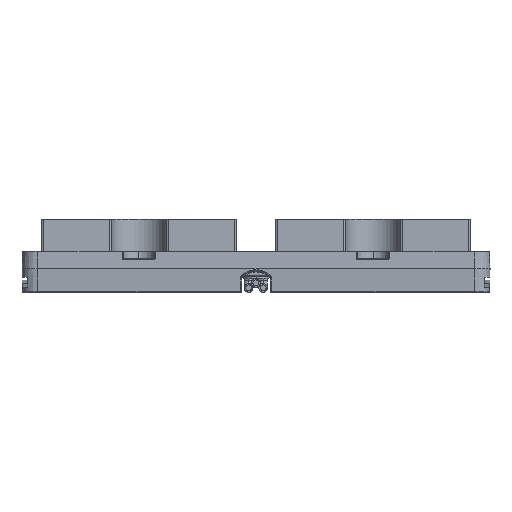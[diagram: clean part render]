
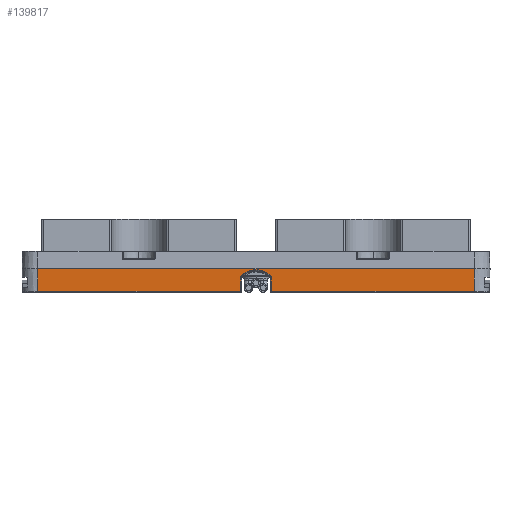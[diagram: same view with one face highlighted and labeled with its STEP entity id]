
A CAD part, top view. The second image highlights one B-rep face of the part: STEP entity #139817.
In plain terms, the highlighted planar face has unit normal (0, -0.035, 0.999).
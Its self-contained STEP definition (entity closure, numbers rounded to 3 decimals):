
#760 = DIRECTION ( 'NONE',  ( 0., 0.035, -0.999 ) ) ;
#1596 = LINE ( 'NONE', #45237, #45337 ) ;
#1706 = EDGE_CURVE ( 'NONE', #51551, #100102, #40359, .T. ) ;
#1782 = CARTESIAN_POINT ( 'NONE',  ( -3.864, -6.601, 59.927 ) ) ;
#2068 = LINE ( 'NONE', #107231, #29335 ) ;
#3150 = EDGE_CURVE ( 'NONE', #100266, #51551, #120141, .T. ) ;
#3381 = CARTESIAN_POINT ( 'NONE',  ( -3.46, -6.021, 59.947 ) ) ;
#3476 = VECTOR ( 'NONE', #117364, 1000. ) ;
#4661 = CARTESIAN_POINT ( 'NONE',  ( -56., -7.428, 59.898 ) ) ;
#7964 = ORIENTED_EDGE ( 'NONE', *, *, #1706, .F. ) ;
#9122 = VERTEX_POINT ( 'NONE', #81808 ) ;
#14838 = CARTESIAN_POINT ( 'NONE',  ( 3.864, -6.601, 59.927 ) ) ;
#14971 = VERTEX_POINT ( 'NONE', #14838 ) ;
#15702 = ORIENTED_EDGE ( 'NONE', *, *, #121263, .T. ) ;
#16355 = DIRECTION ( 'NONE',  ( 0., 0.999, 0.035 ) ) ;
#18086 = CARTESIAN_POINT ( 'NONE',  ( 3.93, -8.489, 59.861 ) ) ;
#19610 = ORIENTED_EDGE ( 'NONE', *, *, #59110, .F. ) ;
#24244 = B_SPLINE_CURVE_WITH_KNOTS ( 'NONE', 3,
 ( #149537, #103094, #114815, #44872, #126620, #56597 ),
 .UNSPECIFIED., .F., .F.,
 ( 4, 2, 4 ),
 ( 0., 0.5, 1. ),
 .UNSPECIFIED. ) ;
#26654 = ORIENTED_EDGE ( 'NONE', *, *, #96148, .F. ) ;
#29335 = VECTOR ( 'NONE', #142966, 1000. ) ;
#35863 = CARTESIAN_POINT ( 'NONE',  ( 3.707, -6.255, 59.939 ) ) ;
#40359 = B_SPLINE_CURVE_WITH_KNOTS ( 'NONE', 3,
 ( #119763, #119247, #108003, #49818, #131529, #61539, #143290, #73298, #3381, #85062 ),
 .UNSPECIFIED., .F., .F.,
 ( 4, 2, 2, 2, 4 ),
 ( 0., 0.25, 0.5, 0.75, 1. ),
 .UNSPECIFIED. ) ;
#40439 = CARTESIAN_POINT ( 'NONE',  ( 56., -4.5, 60. ) ) ;
#41039 = CARTESIAN_POINT ( 'NONE',  ( 2.615, -5.445, 59.967 ) ) ;
#44872 = CARTESIAN_POINT ( 'NONE',  ( 3.793, -6.353, 59.935 ) ) ;
#45237 = CARTESIAN_POINT ( 'NONE',  ( 0., -10.355, 59.796 ) ) ;
#45337 = VECTOR ( 'NONE', #80483, 1000. ) ;
#46063 = EDGE_CURVE ( 'NONE', #105304, #9122, #100232, .T. ) ;
#46373 = VECTOR ( 'NONE', #16355, 1000. ) ;
#46384 = CARTESIAN_POINT ( 'NONE',  ( 0., -10.355, 59.796 ) ) ;
#46420 = CARTESIAN_POINT ( 'NONE',  ( -3.93, -8.489, 59.861 ) ) ;
#46454 = EDGE_CURVE ( 'NONE', #104683, #119901, #1596, .T. ) ;
#48191 = CARTESIAN_POINT ( 'NONE',  ( -3.707, -6.255, 59.939 ) ) ;
#49323 = LINE ( 'NONE', #46384, #76743 ) ;
#49818 = CARTESIAN_POINT ( 'NONE',  ( -1.35, -4.942, 59.985 ) ) ;
#51551 = VERTEX_POINT ( 'NONE', #134647 ) ;
#52833 = CARTESIAN_POINT ( 'NONE',  ( 1.678, -5.038, 59.981 ) ) ;
#56597 = CARTESIAN_POINT ( 'NONE',  ( 3.707, -6.255, 59.939 ) ) ;
#58830 = EDGE_CURVE ( 'NONE', #119901, #9122, #77465, .T. ) ;
#59110 = EDGE_CURVE ( 'NONE', #14971, #100266, #24244, .T. ) ;
#59897 = CARTESIAN_POINT ( 'NONE',  ( -3.793, -6.353, 59.935 ) ) ;
#61539 = CARTESIAN_POINT ( 'NONE',  ( -2.311, -5.289, 59.972 ) ) ;
#61975 = EDGE_CURVE ( 'NONE', #113546, #105304, #2068, .T. ) ;
#62921 = ORIENTED_EDGE ( 'NONE', *, *, #132336, .T. ) ;
#63422 = B_SPLINE_CURVE_WITH_KNOTS ( 'NONE', 3,
 ( #48191, #129918, #59897, #141698, #71692, #1782 ),
 .UNSPECIFIED., .F., .F.,
 ( 4, 2, 4 ),
 ( 0., 0.5, 1. ),
 .UNSPECIFIED. ) ;
#63570 = EDGE_LOOP ( 'NONE', ( #86180, #119964, #130664, #146747, #130303, #15702, #26654, #7964, #136071, #19610, #62921 ) ) ;
#64528 = CARTESIAN_POINT ( 'NONE',  ( 0.681, -4.814, 59.989 ) ) ;
#68080 = CARTESIAN_POINT ( 'NONE',  ( -3.707, -6.255, 59.939 ) ) ;
#70696 = PLANE ( 'NONE',  #72007 ) ;
#71692 = CARTESIAN_POINT ( 'NONE',  ( -3.861, -6.536, 59.929 ) ) ;
#72007 = AXIS2_PLACEMENT_3D ( 'NONE', #93597, #760, #82426 ) ;
#73298 = CARTESIAN_POINT ( 'NONE',  ( -3.19, -5.811, 59.954 ) ) ;
#75613 = VERTEX_POINT ( 'NONE', #91382 ) ;
#76350 = CARTESIAN_POINT ( 'NONE',  ( 0., -4.782, 59.99 ) ) ;
#76354 = DIRECTION ( 'NONE',  ( 0.035, -0.999, -0.035 ) ) ;
#76743 = VECTOR ( 'NONE', #81654, 1000. ) ;
#77465 = LINE ( 'NONE', #4661, #46373 ) ;
#80483 = DIRECTION ( 'NONE',  ( -1., 0., 0. ) ) ;
#81654 = DIRECTION ( 'NONE',  ( -1., 0., 0. ) ) ;
#81808 = CARTESIAN_POINT ( 'NONE',  ( -56., -4.5, 60. ) ) ;
#82243 = LINE ( 'NONE', #18086, #113256 ) ;
#82426 = DIRECTION ( 'NONE',  ( 0., 0.999, 0.035 ) ) ;
#85062 = CARTESIAN_POINT ( 'NONE',  ( -3.707, -6.255, 59.939 ) ) ;
#85667 = CARTESIAN_POINT ( 'NONE',  ( -56., -10.355, 59.796 ) ) ;
#86180 = ORIENTED_EDGE ( 'NONE', *, *, #104474, .F. ) ;
#87566 = CARTESIAN_POINT ( 'NONE',  ( 3.46, -6.021, 59.947 ) ) ;
#91382 = CARTESIAN_POINT ( 'NONE',  ( 3.995, -10.355, 59.796 ) ) ;
#91386 = VECTOR ( 'NONE', #104631, 1000. ) ;
#93597 = CARTESIAN_POINT ( 'NONE',  ( -56., -10.355, 59.796 ) ) ;
#93858 = CARTESIAN_POINT ( 'NONE',  ( 0., -4.5, 60. ) ) ;
#96148 = EDGE_CURVE ( 'NONE', #100102, #119710, #63422, .T. ) ;
#99235 = CARTESIAN_POINT ( 'NONE',  ( 3.707, -6.255, 59.939 ) ) ;
#100102 = VERTEX_POINT ( 'NONE', #68080 ) ;
#100232 = LINE ( 'NONE', #93858, #3476 ) ;
#100266 = VERTEX_POINT ( 'NONE', #35863 ) ;
#103094 = CARTESIAN_POINT ( 'NONE',  ( 3.861, -6.536, 59.929 ) ) ;
#104474 = EDGE_CURVE ( 'NONE', #113546, #75613, #49323, .T. ) ;
#104631 = DIRECTION ( 'NONE',  ( 0.035, 0.999, 0.035 ) ) ;
#104683 = VERTEX_POINT ( 'NONE', #133168 ) ;
#105304 = VERTEX_POINT ( 'NONE', #40439 ) ;
#107231 = CARTESIAN_POINT ( 'NONE',  ( 56., -7.428, 59.898 ) ) ;
#108003 = CARTESIAN_POINT ( 'NONE',  ( -0.681, -4.814, 59.989 ) ) ;
#111019 = CARTESIAN_POINT ( 'NONE',  ( 3.19, -5.811, 59.954 ) ) ;
#113256 = VECTOR ( 'NONE', #76354, 1000. ) ;
#113546 = VERTEX_POINT ( 'NONE', #146566 ) ;
#114815 = CARTESIAN_POINT ( 'NONE',  ( 3.846, -6.472, 59.931 ) ) ;
#117364 = DIRECTION ( 'NONE',  ( -1., 0., 0. ) ) ;
#119247 = CARTESIAN_POINT ( 'NONE',  ( -0.34, -4.782, 59.99 ) ) ;
#119710 = VERTEX_POINT ( 'NONE', #128638 ) ;
#119763 = CARTESIAN_POINT ( 'NONE',  ( 0., -4.782, 59.99 ) ) ;
#119901 = VERTEX_POINT ( 'NONE', #85667 ) ;
#119964 = ORIENTED_EDGE ( 'NONE', *, *, #61975, .T. ) ;
#120141 = B_SPLINE_CURVE_WITH_KNOTS ( 'NONE', 3,
 ( #99235, #87566, #111019, #41039, #122772, #52833, #134582, #64528, #146247, #76350 ),
 .UNSPECIFIED., .F., .F.,
 ( 4, 2, 2, 2, 4 ),
 ( 0., 0.25, 0.5, 0.75, 1. ),
 .UNSPECIFIED. ) ;
#121263 = EDGE_CURVE ( 'NONE', #104683, #119710, #122466, .T. ) ;
#121326 = FACE_OUTER_BOUND ( 'NONE', #63570, .T. ) ;
#122466 = LINE ( 'NONE', #46420, #91386 ) ;
#122772 = CARTESIAN_POINT ( 'NONE',  ( 2.311, -5.289, 59.972 ) ) ;
#126620 = CARTESIAN_POINT ( 'NONE',  ( 3.754, -6.3, 59.937 ) ) ;
#128638 = CARTESIAN_POINT ( 'NONE',  ( -3.864, -6.601, 59.927 ) ) ;
#129918 = CARTESIAN_POINT ( 'NONE',  ( -3.754, -6.3, 59.937 ) ) ;
#130303 = ORIENTED_EDGE ( 'NONE', *, *, #46454, .F. ) ;
#130664 = ORIENTED_EDGE ( 'NONE', *, *, #46063, .T. ) ;
#131529 = CARTESIAN_POINT ( 'NONE',  ( -1.678, -5.038, 59.981 ) ) ;
#132336 = EDGE_CURVE ( 'NONE', #14971, #75613, #82243, .T. ) ;
#133168 = CARTESIAN_POINT ( 'NONE',  ( -3.995, -10.355, 59.796 ) ) ;
#134582 = CARTESIAN_POINT ( 'NONE',  ( 1.35, -4.942, 59.985 ) ) ;
#134647 = CARTESIAN_POINT ( 'NONE',  ( 0., -4.782, 59.99 ) ) ;
#136071 = ORIENTED_EDGE ( 'NONE', *, *, #3150, .F. ) ;
#139817 = ADVANCED_FACE ( 'NONE', ( #121326 ), #70696, .F. ) ;
#141698 = CARTESIAN_POINT ( 'NONE',  ( -3.846, -6.472, 59.931 ) ) ;
#142966 = DIRECTION ( 'NONE',  ( 0., 0.999, 0.035 ) ) ;
#143290 = CARTESIAN_POINT ( 'NONE',  ( -2.615, -5.445, 59.967 ) ) ;
#146247 = CARTESIAN_POINT ( 'NONE',  ( 0.34, -4.782, 59.99 ) ) ;
#146566 = CARTESIAN_POINT ( 'NONE',  ( 56., -10.355, 59.796 ) ) ;
#146747 = ORIENTED_EDGE ( 'NONE', *, *, #58830, .F. ) ;
#149537 = CARTESIAN_POINT ( 'NONE',  ( 3.864, -6.601, 59.927 ) ) ;
